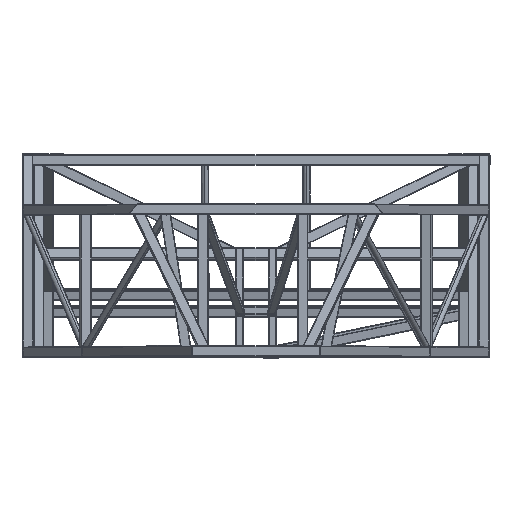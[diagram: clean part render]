
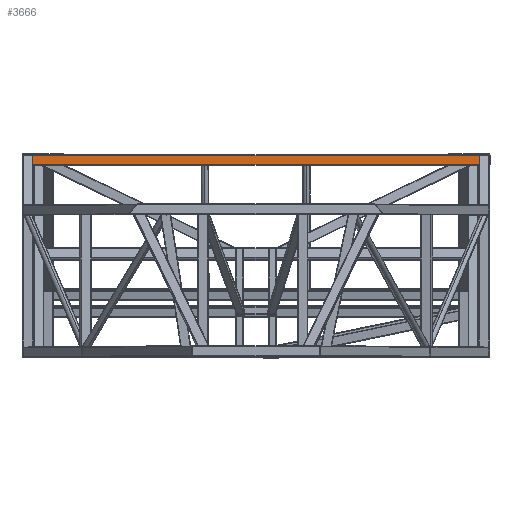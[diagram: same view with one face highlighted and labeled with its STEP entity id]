
A CAD part, top view. The second image highlights one B-rep face of the part: STEP entity #3666.
In plain terms, the highlighted planar face has unit normal (0, 0, 1).
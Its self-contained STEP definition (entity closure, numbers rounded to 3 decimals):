
#3565 = EDGE_CURVE('',#3566,#3568,#3570,.T.);
#3566 = VERTEX_POINT('',#3567);
#3567 = CARTESIAN_POINT('',(584.2,507.764,-2581.249));
#3568 = VERTEX_POINT('',#3569);
#3569 = CARTESIAN_POINT('',(-584.2,507.764,-2581.249));
#3570 = LINE('',#3571,#3572);
#3571 = CARTESIAN_POINT('',(0.,507.764,-2581.249));
#3572 = VECTOR('',#3573,1.);
#3573 = DIRECTION('',(-1.,-0.,-0.));
#3648 = VERTEX_POINT('',#3649);
#3649 = CARTESIAN_POINT('',(-584.2,482.364,-2581.249));
#3655 = EDGE_CURVE('',#3568,#3648,#3656,.T.);
#3656 = LINE('',#3657,#3658);
#3657 = CARTESIAN_POINT('',(-584.2,495.064,-2581.249));
#3658 = VECTOR('',#3659,1.);
#3659 = DIRECTION('',(-0.,-1.,-0.));
#3666 = ADVANCED_FACE('',(#3667),#3685,.F.);
#3667 = FACE_BOUND('',#3668,.T.);
#3668 = EDGE_LOOP('',(#3669,#3677,#3683,#3684));
#3669 = ORIENTED_EDGE('',*,*,#3670,.F.);
#3670 = EDGE_CURVE('',#3671,#3648,#3673,.T.);
#3671 = VERTEX_POINT('',#3672);
#3672 = CARTESIAN_POINT('',(584.2,482.364,-2581.249));
#3673 = LINE('',#3674,#3675);
#3674 = CARTESIAN_POINT('',(0.,482.364,-2581.249));
#3675 = VECTOR('',#3676,1.);
#3676 = DIRECTION('',(-1.,0.,0.));
#3677 = ORIENTED_EDGE('',*,*,#3678,.F.);
#3678 = EDGE_CURVE('',#3566,#3671,#3679,.T.);
#3679 = LINE('',#3680,#3681);
#3680 = CARTESIAN_POINT('',(584.2,495.064,-2581.249));
#3681 = VECTOR('',#3682,1.);
#3682 = DIRECTION('',(-0.,-1.,-0.));
#3683 = ORIENTED_EDGE('',*,*,#3565,.T.);
#3684 = ORIENTED_EDGE('',*,*,#3655,.T.);
#3685 = PLANE('',#3686);
#3686 = AXIS2_PLACEMENT_3D('',#3687,#3688,#3689);
#3687 = CARTESIAN_POINT('',(584.2,482.364,-2581.249));
#3688 = DIRECTION('',(0.,0.,-1.));
#3689 = DIRECTION('',(-1.,0.,0.));
